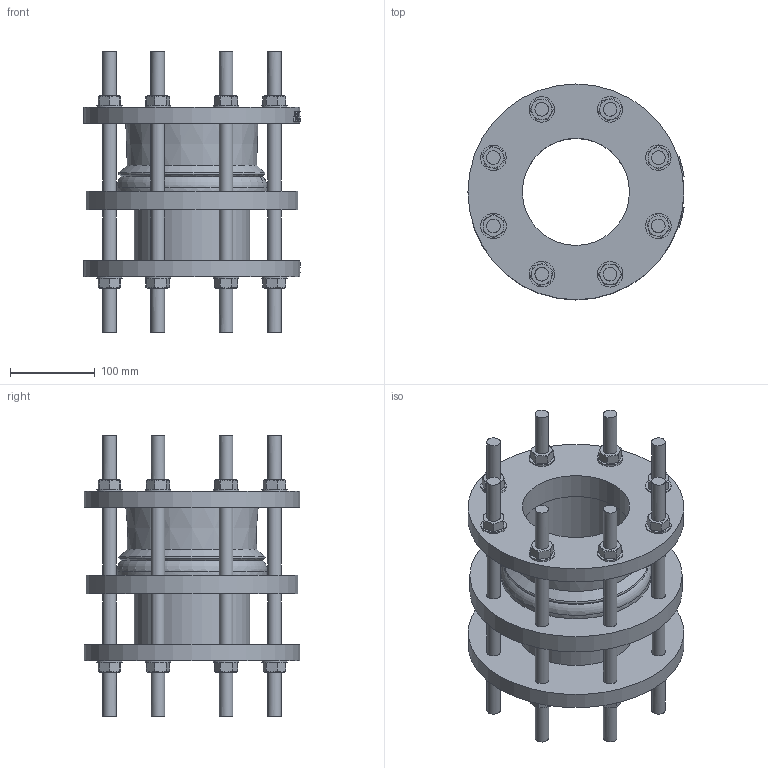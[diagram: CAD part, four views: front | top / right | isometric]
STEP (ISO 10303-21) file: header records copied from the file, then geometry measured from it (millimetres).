
FILE_DESCRIPTION (( 'STEP AP203' ), '1' );
FILE_NAME ('O_265_50_DN0125_1X_AA1.step', '2017-10-25T08:29:40', ( 'Windows User' ), ( 'AVK' ), 'SwSTEP 2.0', 'SolidWorks 2012', '' );
FILE_SCHEMA (( 'CONFIG_CONTROL_DESIGN' ));
Length unit declared in the file: inch
Products named in the file (1): O_265_50_DN0125_1X_AA1
Bounding box: 254.22 x 254 x 330 mm (x, y, z)
Volume: 3503860.9 mm3; surface area: 508768.5 mm2
Topology: 1 solids, 1 shells, 385 faces, 888 edges, 564 vertices
Faces by surface type: plane 217, cone 99, cylinder 63, bspline 4, torus 2
Full cylindrical faces by diameter (mm): 16 x32, 30 x16, 126 x3, 136 x1, 177 x1, 250 x1, 254 x2
Entity records: 11434 total; most frequent: CARTESIAN_POINT 3203, ORIENTED_EDGE 1616, DIRECTION 1589, EDGE_CURVE 808, AXIS2_PLACEMENT_3D 655, VERTEX_POINT 545, EDGE_LOOP 539, FACE_OUTER_BOUND 443
